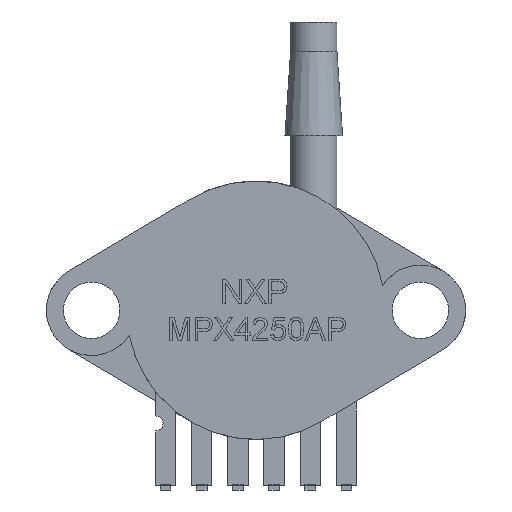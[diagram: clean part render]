
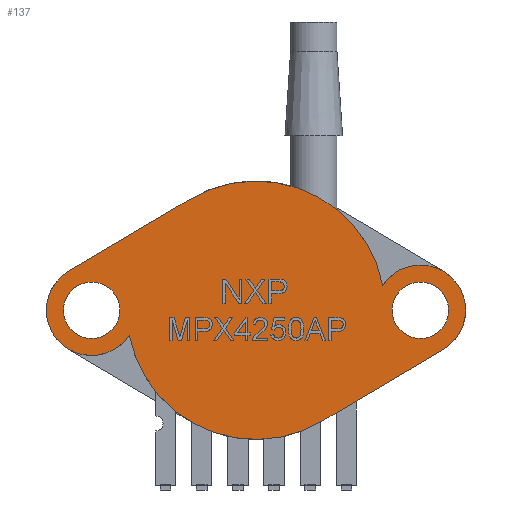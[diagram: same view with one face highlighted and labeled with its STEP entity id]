
A CAD part, front view. The second image highlights one B-rep face of the part: STEP entity #137.
In plain terms, the highlighted planar face has unit normal (0, -1, 0).
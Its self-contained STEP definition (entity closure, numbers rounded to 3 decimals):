
#137 = ADVANCED_FACE ( 'NONE', ( #10261, #2864, #6144 ), #9449, .T. ) ;
#196 = EDGE_CURVE ( 'NONE', #8550, #2623, #10540, .T. ) ;
#212 = CARTESIAN_POINT ( 'NONE',  ( -8.893, -4.003, 17.598 ) ) ;
#288 = CARTESIAN_POINT ( 'NONE',  ( -11.555, -4.003, 12.32 ) ) ;
#453 = CARTESIAN_POINT ( 'NONE',  ( 13.537, -4.003, 12.32 ) ) ;
#537 = DIRECTION ( 'NONE',  ( 0., -1., 0. ) ) ;
#649 = DIRECTION ( 'NONE',  ( 0., 1., 0. ) ) ;
#701 = VERTEX_POINT ( 'NONE', #8747 ) ;
#775 = VERTEX_POINT ( 'NONE', #9726 ) ;
#826 = VERTEX_POINT ( 'NONE', #6511 ) ;
#905 = DIRECTION ( 'NONE',  ( 0., -1., 0. ) ) ;
#997 = CIRCLE ( 'NONE', #7026, 1.982 ) ;
#1079 = CIRCLE ( 'NONE', #7115, 3.177 ) ;
#1181 = CARTESIAN_POINT ( 'NONE',  ( -8.908, -4.003, 10.562 ) ) ;
#1361 = ORIENTED_EDGE ( 'NONE', *, *, #3700, .T. ) ;
#1450 = CIRCLE ( 'NONE', #7467, 9.08 ) ;
#1493 = VERTEX_POINT ( 'NONE', #453 ) ;
#1508 = CARTESIAN_POINT ( 'NONE',  ( -11.555, -4.003, 12.32 ) ) ;
#1583 = AXIS2_PLACEMENT_3D ( 'NONE', #8041, #649, #3953 ) ;
#1618 = VERTEX_POINT ( 'NONE', #6438 ) ;
#1623 = CIRCLE ( 'NONE', #7659, 3.177 ) ;
#1732 = AXIS2_PLACEMENT_3D ( 'NONE', #2059, #5337, #8639 ) ;
#2059 = CARTESIAN_POINT ( 'NONE',  ( 0., -4.003, 12.32 ) ) ;
#2120 = EDGE_CURVE ( 'NONE', #826, #701, #7600, .T. ) ;
#2288 = ORIENTED_EDGE ( 'NONE', *, *, #2120, .T. ) ;
#2623 = VERTEX_POINT ( 'NONE', #7630 ) ;
#2655 = EDGE_CURVE ( 'NONE', #5087, #9755, #3124, .T. ) ;
#2864 = FACE_BOUND ( 'NONE', #3160, .T. ) ;
#2895 = ORIENTED_EDGE ( 'NONE', *, *, #6204, .T. ) ;
#3083 = DIRECTION ( 'NONE',  ( 0., 1., 0. ) ) ;
#3124 = CIRCLE ( 'NONE', #9147, 1.982 ) ;
#3160 = EDGE_LOOP ( 'NONE', ( #7298, #6476 ) ) ;
#3248 = CARTESIAN_POINT ( 'NONE',  ( 8.893, -4.003, 7.042 ) ) ;
#3316 = CARTESIAN_POINT ( 'NONE',  ( 11.555, -4.003, 12.32 ) ) ;
#3514 = DIRECTION ( 'NONE',  ( -0.86, 0., -0.511 ) ) ;
#3596 = DIRECTION ( 'NONE',  ( 0., 1., 0. ) ) ;
#3700 = EDGE_CURVE ( 'NONE', #701, #8550, #1623, .T. ) ;
#3840 = DIRECTION ( 'NONE',  ( -1., 0., 0. ) ) ;
#3953 = DIRECTION ( 'NONE',  ( 1., 0., 0. ) ) ;
#3964 = CARTESIAN_POINT ( 'NONE',  ( 11.555, -4.003, 12.32 ) ) ;
#3967 = VERTEX_POINT ( 'NONE', #8579 ) ;
#4205 = DIRECTION ( 'NONE',  ( -1., 0., 0. ) ) ;
#4316 = CARTESIAN_POINT ( 'NONE',  ( -9.572, -4.003, 12.32 ) ) ;
#4642 = EDGE_CURVE ( 'NONE', #3967, #1493, #997, .T. ) ;
#4800 = DIRECTION ( 'NONE',  ( 0., -1., 0. ) ) ;
#4860 = AXIS2_PLACEMENT_3D ( 'NONE', #10486, #3083, #6364 ) ;
#5036 = EDGE_CURVE ( 'NONE', #1618, #826, #1450, .T. ) ;
#5087 = VERTEX_POINT ( 'NONE', #4316 ) ;
#5337 = DIRECTION ( 'NONE',  ( 0., -1., 0. ) ) ;
#5835 = ORIENTED_EDGE ( 'NONE', *, *, #5036, .T. ) ;
#5842 = EDGE_LOOP ( 'NONE', ( #10605, #2895 ) ) ;
#5855 = AXIS2_PLACEMENT_3D ( 'NONE', #7934, #537, #3840 ) ;
#5926 = EDGE_LOOP ( 'NONE', ( #10004, #7676, #5835, #2288, #1361, #9207 ) ) ;
#6144 = FACE_BOUND ( 'NONE', #5842, .T. ) ;
#6190 = EDGE_CURVE ( 'NONE', #1493, #3967, #9532, .T. ) ;
#6204 = EDGE_CURVE ( 'NONE', #9755, #5087, #6241, .T. ) ;
#6241 = CIRCLE ( 'NONE', #1583, 1.982 ) ;
#6364 = DIRECTION ( 'NONE',  ( 1., 0., 0. ) ) ;
#6438 = CARTESIAN_POINT ( 'NONE',  ( 8.908, -4.003, 14.078 ) ) ;
#6476 = ORIENTED_EDGE ( 'NONE', *, *, #4642, .T. ) ;
#6511 = CARTESIAN_POINT ( 'NONE',  ( -4.638, -4.003, 20.126 ) ) ;
#6529 = DIRECTION ( 'NONE',  ( 0.86, 0., 0.511 ) ) ;
#6587 = VECTOR ( 'NONE', #6529, 1000. ) ;
#6595 = DIRECTION ( 'NONE',  ( 0., 1., 0. ) ) ;
#6850 = CARTESIAN_POINT ( 'NONE',  ( -13.537, -4.003, 12.32 ) ) ;
#6876 = DIRECTION ( 'NONE',  ( 1., 0., 0. ) ) ;
#7026 = AXIS2_PLACEMENT_3D ( 'NONE', #3316, #6595, #9910 ) ;
#7115 = AXIS2_PLACEMENT_3D ( 'NONE', #3964, #7235, #10548 ) ;
#7235 = DIRECTION ( 'NONE',  ( 0., -1., 0. ) ) ;
#7298 = ORIENTED_EDGE ( 'NONE', *, *, #6190, .T. ) ;
#7467 = AXIS2_PLACEMENT_3D ( 'NONE', #8309, #905, #4205 ) ;
#7600 = LINE ( 'NONE', #212, #7689 ) ;
#7630 = CARTESIAN_POINT ( 'NONE',  ( 4.638, -4.003, 4.514 ) ) ;
#7659 = AXIS2_PLACEMENT_3D ( 'NONE', #1508, #4800, #8096 ) ;
#7676 = ORIENTED_EDGE ( 'NONE', *, *, #8288, .T. ) ;
#7689 = VECTOR ( 'NONE', #3514, 1000. ) ;
#7934 = CARTESIAN_POINT ( 'NONE',  ( 0., -4.003, 12.32 ) ) ;
#8041 = CARTESIAN_POINT ( 'NONE',  ( -11.555, -4.003, 12.32 ) ) ;
#8096 = DIRECTION ( 'NONE',  ( -1., 0., 0. ) ) ;
#8288 = EDGE_CURVE ( 'NONE', #775, #1618, #1079, .T. ) ;
#8309 = CARTESIAN_POINT ( 'NONE',  ( 0., -4.003, 12.32 ) ) ;
#8355 = EDGE_CURVE ( 'NONE', #2623, #775, #10651, .T. ) ;
#8550 = VERTEX_POINT ( 'NONE', #1181 ) ;
#8579 = CARTESIAN_POINT ( 'NONE',  ( 9.572, -4.003, 12.32 ) ) ;
#8639 = DIRECTION ( 'NONE',  ( 0., 0., -1. ) ) ;
#8747 = CARTESIAN_POINT ( 'NONE',  ( -13.147, -4.003, 15.07 ) ) ;
#9147 = AXIS2_PLACEMENT_3D ( 'NONE', #288, #3596, #6876 ) ;
#9207 = ORIENTED_EDGE ( 'NONE', *, *, #196, .T. ) ;
#9449 = PLANE ( 'NONE',  #1732 ) ;
#9532 = CIRCLE ( 'NONE', #4860, 1.982 ) ;
#9726 = CARTESIAN_POINT ( 'NONE',  ( 13.147, -4.003, 9.57 ) ) ;
#9755 = VERTEX_POINT ( 'NONE', #6850 ) ;
#9910 = DIRECTION ( 'NONE',  ( 1., 0., 0. ) ) ;
#10004 = ORIENTED_EDGE ( 'NONE', *, *, #8355, .T. ) ;
#10261 = FACE_OUTER_BOUND ( 'NONE', #5926, .T. ) ;
#10486 = CARTESIAN_POINT ( 'NONE',  ( 11.555, -4.003, 12.32 ) ) ;
#10540 = CIRCLE ( 'NONE', #5855, 9.08 ) ;
#10548 = DIRECTION ( 'NONE',  ( -1., 0., 0. ) ) ;
#10605 = ORIENTED_EDGE ( 'NONE', *, *, #2655, .T. ) ;
#10651 = LINE ( 'NONE', #3248, #6587 ) ;
